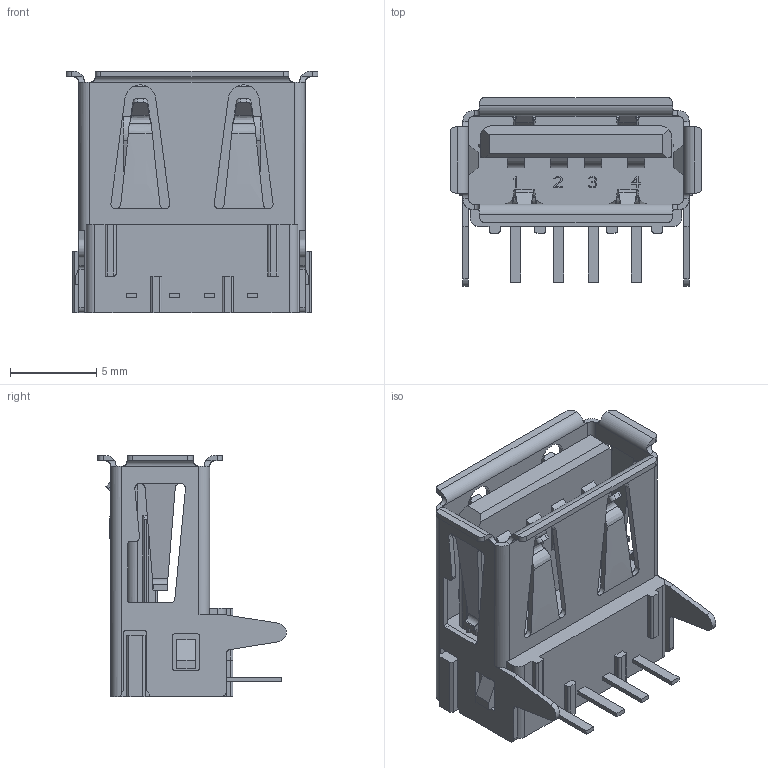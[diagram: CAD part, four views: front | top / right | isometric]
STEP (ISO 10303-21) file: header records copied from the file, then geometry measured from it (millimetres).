
FILE_DESCRIPTION((''),'2;1');
FILE_NAME('C-6364372-2','2021-05-19T06:16:49',('workeradm'),('TE Connectivity Ltd.'),'CREO PARAMETRIC BY PTC INC, 2019292','CREO PARAMETRIC BY PTC INC, 2019292','');
FILE_SCHEMA(('AUTOMOTIVE_DESIGN { 1 0 10303 214 1 1 1 1 }'));
Length unit declared in the file: millimetre
Products named in the file (1): C-6364372-2
Bounding box: 14.63 x 10.95 x 14 mm (x, y, z)
Volume: 717.5 mm3; surface area: 1310.3 mm2
Topology: 1 solids, 1 shells, 483 faces, 1324 edges, 861 vertices
Faces by surface type: plane 326, cylinder 95, bspline 62
Entity records: 17320 total; most frequent: CARTESIAN_POINT 5046, ORIENTED_EDGE 2648, DIRECTION 2169, EDGE_CURVE 1324, VECTOR 987, LINE 987, VERTEX_POINT 861, AXIS2_PLACEMENT_3D 591
